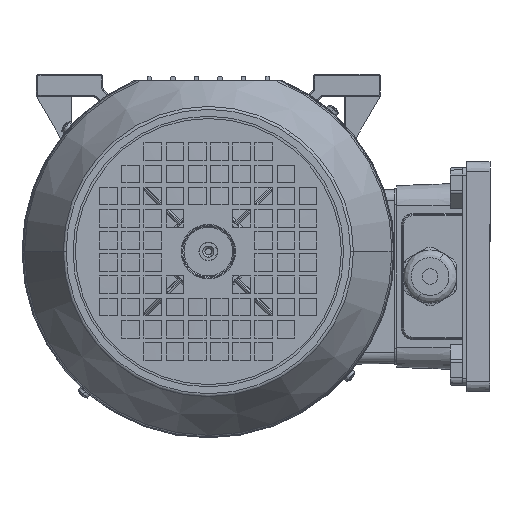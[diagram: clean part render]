
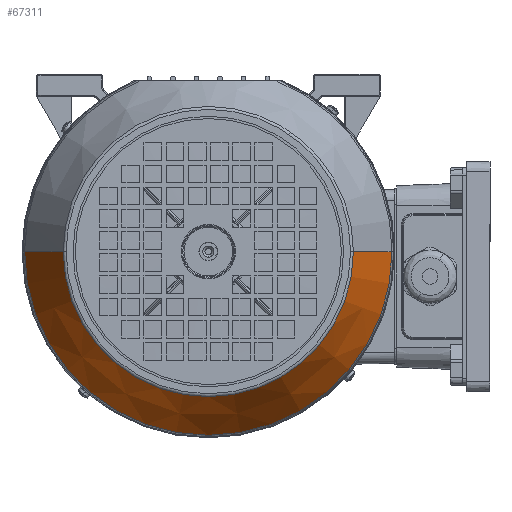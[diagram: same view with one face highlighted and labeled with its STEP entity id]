
A CAD part, left-side view. The second image highlights one B-rep face of the part: STEP entity #67311.
In plain terms, the highlighted conical face has half-angle 29.65 degrees and reference radius 65 mm.
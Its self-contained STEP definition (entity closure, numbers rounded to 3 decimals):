
#1995 = CARTESIAN_POINT ( 'NONE',  ( 69., 0., 65. ) ) ;
#6024 = ORIENTED_EDGE ( 'NONE', *, *, #127184, .T. ) ;
#6746 = AXIS2_PLACEMENT_3D ( 'NONE', #34925, #82481, #143493 ) ;
#7719 = CARTESIAN_POINT ( 'NONE',  ( 69., 0., 0. ) ) ;
#8959 = ORIENTED_EDGE ( 'NONE', *, *, #105408, .T. ) ;
#11498 = VECTOR ( 'NONE', #101685, 1000. ) ;
#14067 = DIRECTION ( 'NONE',  ( -1., 0., 0. ) ) ;
#20691 = CARTESIAN_POINT ( 'NONE',  ( 37.65, 0., 82.845 ) ) ;
#29226 = CARTESIAN_POINT ( 'NONE',  ( 69., 0., -65. ) ) ;
#31465 = FACE_OUTER_BOUND ( 'NONE', #141552, .T. ) ;
#34925 = CARTESIAN_POINT ( 'NONE',  ( 37.65, 0., 0. ) ) ;
#37287 = AXIS2_PLACEMENT_3D ( 'NONE', #136052, #14067, #75741 ) ;
#37712 = VERTEX_POINT ( 'NONE', #133716 ) ;
#44697 = CIRCLE ( 'NONE', #6746, 82.845 ) ;
#52485 = CIRCLE ( 'NONE', #37287, 65.431 ) ;
#56013 = EDGE_CURVE ( 'NONE', #37712, #70864, #44697, .T. ) ;
#67311 = ADVANCED_FACE ( 'NONE', ( #31465 ), #155700, .T. ) ;
#70864 = VERTEX_POINT ( 'NONE', #20691 ) ;
#73861 = VERTEX_POINT ( 'NONE', #88339 ) ;
#74728 = CARTESIAN_POINT ( 'NONE',  ( 68.242, 0., 65.431 ) ) ;
#75741 = DIRECTION ( 'NONE',  ( 0., 0., -1. ) ) ;
#82481 = DIRECTION ( 'NONE',  ( 1., 0., 0. ) ) ;
#88339 = CARTESIAN_POINT ( 'NONE',  ( 68.242, 0., -65.431 ) ) ;
#101685 = DIRECTION ( 'NONE',  ( -0.869, 0., 0.495 ) ) ;
#105408 = EDGE_CURVE ( 'NONE', #120449, #73861, #52485, .T. ) ;
#109258 = EDGE_CURVE ( 'NONE', #120449, #70864, #110480, .T. ) ;
#109380 = ORIENTED_EDGE ( 'NONE', *, *, #109258, .F. ) ;
#110480 = LINE ( 'NONE', #1995, #11498 ) ;
#113074 = DIRECTION ( 'NONE',  ( 0., 0., 1. ) ) ;
#120449 = VERTEX_POINT ( 'NONE', #74728 ) ;
#123710 = VECTOR ( 'NONE', #139370, 1000. ) ;
#127184 = EDGE_CURVE ( 'NONE', #73861, #37712, #137795, .T. ) ;
#133716 = CARTESIAN_POINT ( 'NONE',  ( 37.65, 0., -82.845 ) ) ;
#136052 = CARTESIAN_POINT ( 'NONE',  ( 68.242, 0., 0. ) ) ;
#137795 = LINE ( 'NONE', #29226, #123710 ) ;
#139241 = DIRECTION ( 'NONE',  ( -1., 0., 0. ) ) ;
#139370 = DIRECTION ( 'NONE',  ( -0.869, 0., -0.495 ) ) ;
#141552 = EDGE_LOOP ( 'NONE', ( #8959, #6024, #147029, #109380 ) ) ;
#143493 = DIRECTION ( 'NONE',  ( 0., 0., -1. ) ) ;
#145574 = AXIS2_PLACEMENT_3D ( 'NONE', #7719, #139241, #113074 ) ;
#147029 = ORIENTED_EDGE ( 'NONE', *, *, #56013, .T. ) ;
#155700 = CONICAL_SURFACE ( 'NONE', #145574, 65., 0.517 ) ;
